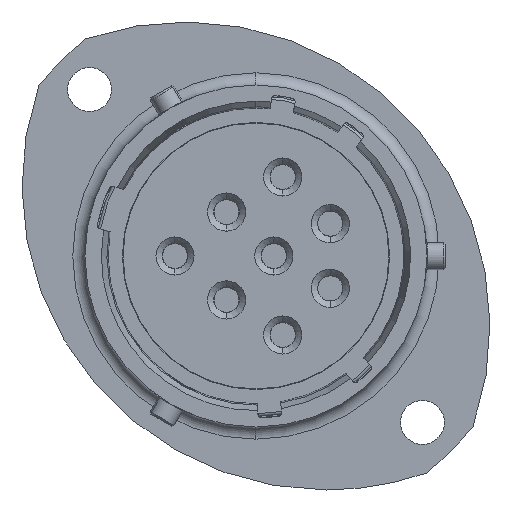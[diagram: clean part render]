
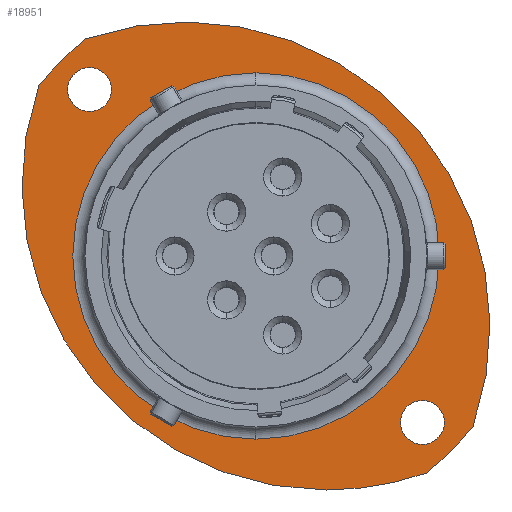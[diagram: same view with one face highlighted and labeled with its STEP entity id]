
A CAD part, left-side view. The second image highlights one B-rep face of the part: STEP entity #18951.
In plain terms, the highlighted planar face has unit normal (-1, 0, 0).
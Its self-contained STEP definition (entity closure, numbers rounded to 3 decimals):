
#147 = CARTESIAN_POINT ( 'NONE',  ( 15.98, -5.197, -17.303 ) ) ;
#171 = ORIENTED_EDGE ( 'NONE', *, *, #20060, .T. ) ;
#256 = DIRECTION ( 'NONE',  ( 0., 0., -1. ) ) ;
#308 = ORIENTED_EDGE ( 'NONE', *, *, #14935, .F. ) ;
#552 = EDGE_CURVE ( 'NONE', #8224, #18850, #4484, .T. ) ;
#809 = DIRECTION ( 'NONE',  ( 0., 0., -1. ) ) ;
#1084 = ORIENTED_EDGE ( 'NONE', *, *, #9709, .F. ) ;
#1299 = VERTEX_POINT ( 'NONE', #2504 ) ;
#1683 = VERTEX_POINT ( 'NONE', #147 ) ;
#1704 = ORIENTED_EDGE ( 'NONE', *, *, #13876, .T. ) ;
#1788 = AXIS2_PLACEMENT_3D ( 'NONE', #16174, #18030, #256 ) ;
#1826 = CARTESIAN_POINT ( 'NONE',  ( 15.98, -16.055, -12.585 ) ) ;
#2174 = DIRECTION ( 'NONE',  ( 1., 0., 0. ) ) ;
#2225 = EDGE_CURVE ( 'NONE', #1683, #8224, #16153, .T. ) ;
#2436 = ORIENTED_EDGE ( 'NONE', *, *, #14865, .T. ) ;
#2504 = CARTESIAN_POINT ( 'NONE',  ( 15.98, 12.585, 16.055 ) ) ;
#2951 = FACE_BOUND ( 'NONE', #10983, .T. ) ;
#3004 = CARTESIAN_POINT ( 'NONE',  ( 15.98, -12.304, -13.929 ) ) ;
#3125 = EDGE_LOOP ( 'NONE', ( #14260, #1084 ) ) ;
#3376 = DIRECTION ( 'NONE',  ( 0., 0., -1. ) ) ;
#3573 = DIRECTION ( 'NONE',  ( 0., 0., -1. ) ) ;
#3764 = DIRECTION ( 'NONE',  ( 0., 0., -1. ) ) ;
#3775 = VERTEX_POINT ( 'NONE', #3837 ) ;
#3837 = CARTESIAN_POINT ( 'NONE',  ( 15.98, 12.304, 10.679 ) ) ;
#3846 = ORIENTED_EDGE ( 'NONE', *, *, #552, .T. ) ;
#3995 = CARTESIAN_POINT ( 'NONE',  ( 15.98, 12.645, 0. ) ) ;
#4020 = CARTESIAN_POINT ( 'NONE',  ( 15.98, 12.304, 12.304 ) ) ;
#4157 = AXIS2_PLACEMENT_3D ( 'NONE', #12500, #4734, #20499 ) ;
#4484 = CIRCLE ( 'NONE', #11891, 20.4 ) ;
#4607 = EDGE_LOOP ( 'NONE', ( #9899, #2436 ) ) ;
#4734 = DIRECTION ( 'NONE',  ( -1., 0., 0. ) ) ;
#4742 = CARTESIAN_POINT ( 'NONE',  ( 15.98, 12.304, 12.304 ) ) ;
#4801 = EDGE_CURVE ( 'NONE', #9142, #1683, #18619, .T. ) ;
#6559 = CARTESIAN_POINT ( 'NONE',  ( 15.98, 12.304, 13.929 ) ) ;
#6879 = AXIS2_PLACEMENT_3D ( 'NONE', #10318, #19882, #809 ) ;
#7012 = CARTESIAN_POINT ( 'NONE',  ( 15.98, 0., 0. ) ) ;
#7022 = ORIENTED_EDGE ( 'NONE', *, *, #2225, .T. ) ;
#7182 = CARTESIAN_POINT ( 'NONE',  ( 15.98, 0., 0. ) ) ;
#7319 = CIRCLE ( 'NONE', #14410, 1.625 ) ;
#7435 = CARTESIAN_POINT ( 'NONE',  ( 15.98, 0., -13.545 ) ) ;
#7922 = FACE_OUTER_BOUND ( 'NONE', #16015, .T. ) ;
#8224 = VERTEX_POINT ( 'NONE', #8271 ) ;
#8271 = CARTESIAN_POINT ( 'NONE',  ( 15.98, -12.585, -16.055 ) ) ;
#8713 = PLANE ( 'NONE',  #9875 ) ;
#8992 = EDGE_CURVE ( 'NONE', #15421, #15797, #14881, .T. ) ;
#9142 = VERTEX_POINT ( 'NONE', #10591 ) ;
#9148 = AXIS2_PLACEMENT_3D ( 'NONE', #7012, #11651, #13449 ) ;
#9212 = DIRECTION ( 'NONE',  ( 0., 0., 1. ) ) ;
#9355 = DIRECTION ( 'NONE',  ( -1., 0., 0. ) ) ;
#9709 = EDGE_CURVE ( 'NONE', #13540, #3775, #14786, .T. ) ;
#9875 = AXIS2_PLACEMENT_3D ( 'NONE', #3995, #2174, #13857 ) ;
#9899 = ORIENTED_EDGE ( 'NONE', *, *, #15142, .T. ) ;
#10139 = VERTEX_POINT ( 'NONE', #7435 ) ;
#10318 = CARTESIAN_POINT ( 'NONE',  ( 15.98, -5.197, 5.197 ) ) ;
#10457 = CARTESIAN_POINT ( 'NONE',  ( 15.98, 0., 13.545 ) ) ;
#10491 = DIRECTION ( 'NONE',  ( 0., 0., -1. ) ) ;
#10591 = CARTESIAN_POINT ( 'NONE',  ( 15.98, 16.055, 12.585 ) ) ;
#10701 = CARTESIAN_POINT ( 'NONE',  ( 15.98, -12.304, -12.304 ) ) ;
#10719 = AXIS2_PLACEMENT_3D ( 'NONE', #4742, #15799, #3376 ) ;
#10766 = DIRECTION ( 'NONE',  ( -1., 0., 0. ) ) ;
#10913 = DIRECTION ( 'NONE',  ( 1., 0., 0. ) ) ;
#10916 = FACE_BOUND ( 'NONE', #4607, .T. ) ;
#10983 = EDGE_LOOP ( 'NONE', ( #19770, #308 ) ) ;
#11304 = AXIS2_PLACEMENT_3D ( 'NONE', #10701, #10766, #3573 ) ;
#11651 = DIRECTION ( 'NONE',  ( 1., 0., 0. ) ) ;
#11775 = AXIS2_PLACEMENT_3D ( 'NONE', #15096, #16708, #3764 ) ;
#11891 = AXIS2_PLACEMENT_3D ( 'NONE', #7182, #19907, #12023 ) ;
#12023 = DIRECTION ( 'NONE',  ( 0., 0., 1. ) ) ;
#12329 = DIRECTION ( 'NONE',  ( 0., 0., -1. ) ) ;
#12500 = CARTESIAN_POINT ( 'NONE',  ( 15.98, 5.197, -5.197 ) ) ;
#13449 = DIRECTION ( 'NONE',  ( 0., 0., -1. ) ) ;
#13540 = VERTEX_POINT ( 'NONE', #6559 ) ;
#13674 = DIRECTION ( 'NONE',  ( -1., 0., 0. ) ) ;
#13857 = DIRECTION ( 'NONE',  ( 0., 0., -1. ) ) ;
#13876 = EDGE_CURVE ( 'NONE', #1299, #9142, #14642, .T. ) ;
#14260 = ORIENTED_EDGE ( 'NONE', *, *, #19918, .F. ) ;
#14410 = AXIS2_PLACEMENT_3D ( 'NONE', #4020, #13674, #10491 ) ;
#14642 = CIRCLE ( 'NONE', #20148, 20.4 ) ;
#14786 = CIRCLE ( 'NONE', #10719, 1.625 ) ;
#14865 = EDGE_CURVE ( 'NONE', #17327, #10139, #17796, .T. ) ;
#14870 = CARTESIAN_POINT ( 'NONE',  ( 15.98, -12.304, -10.679 ) ) ;
#14881 = CIRCLE ( 'NONE', #11775, 1.625 ) ;
#14935 = EDGE_CURVE ( 'NONE', #15797, #15421, #20007, .T. ) ;
#15096 = CARTESIAN_POINT ( 'NONE',  ( 15.98, -12.304, -12.304 ) ) ;
#15142 = EDGE_CURVE ( 'NONE', #10139, #17327, #17354, .T. ) ;
#15421 = VERTEX_POINT ( 'NONE', #3004 ) ;
#15797 = VERTEX_POINT ( 'NONE', #14870 ) ;
#15799 = DIRECTION ( 'NONE',  ( -1., 0., 0. ) ) ;
#16015 = EDGE_LOOP ( 'NONE', ( #17897, #7022, #3846, #171, #1704 ) ) ;
#16135 = FACE_BOUND ( 'NONE', #3125, .T. ) ;
#16153 = CIRCLE ( 'NONE', #1788, 22.5 ) ;
#16174 = CARTESIAN_POINT ( 'NONE',  ( 15.98, -5.197, 5.197 ) ) ;
#16708 = DIRECTION ( 'NONE',  ( -1., 0., 0. ) ) ;
#17075 = CARTESIAN_POINT ( 'NONE',  ( 15.98, 0., 0. ) ) ;
#17094 = CARTESIAN_POINT ( 'NONE',  ( 15.98, 0., 0. ) ) ;
#17327 = VERTEX_POINT ( 'NONE', #10457 ) ;
#17354 = CIRCLE ( 'NONE', #9148, 13.545 ) ;
#17405 = AXIS2_PLACEMENT_3D ( 'NONE', #17094, #10913, #12329 ) ;
#17796 = CIRCLE ( 'NONE', #17405, 13.545 ) ;
#17897 = ORIENTED_EDGE ( 'NONE', *, *, #4801, .T. ) ;
#18030 = DIRECTION ( 'NONE',  ( -1., 0., 0. ) ) ;
#18619 = CIRCLE ( 'NONE', #6879, 22.5 ) ;
#18850 = VERTEX_POINT ( 'NONE', #1826 ) ;
#18951 = ADVANCED_FACE ( 'NONE', ( #2951, #10916, #16135, #7922 ), #8713, .F. ) ;
#19007 = CIRCLE ( 'NONE', #4157, 22.5 ) ;
#19770 = ORIENTED_EDGE ( 'NONE', *, *, #8992, .F. ) ;
#19882 = DIRECTION ( 'NONE',  ( -1., 0., 0. ) ) ;
#19907 = DIRECTION ( 'NONE',  ( -1., 0., 0. ) ) ;
#19918 = EDGE_CURVE ( 'NONE', #3775, #13540, #7319, .T. ) ;
#20007 = CIRCLE ( 'NONE', #11304, 1.625 ) ;
#20060 = EDGE_CURVE ( 'NONE', #18850, #1299, #19007, .T. ) ;
#20148 = AXIS2_PLACEMENT_3D ( 'NONE', #17075, #9355, #9212 ) ;
#20499 = DIRECTION ( 'NONE',  ( 0., 0., -1. ) ) ;
